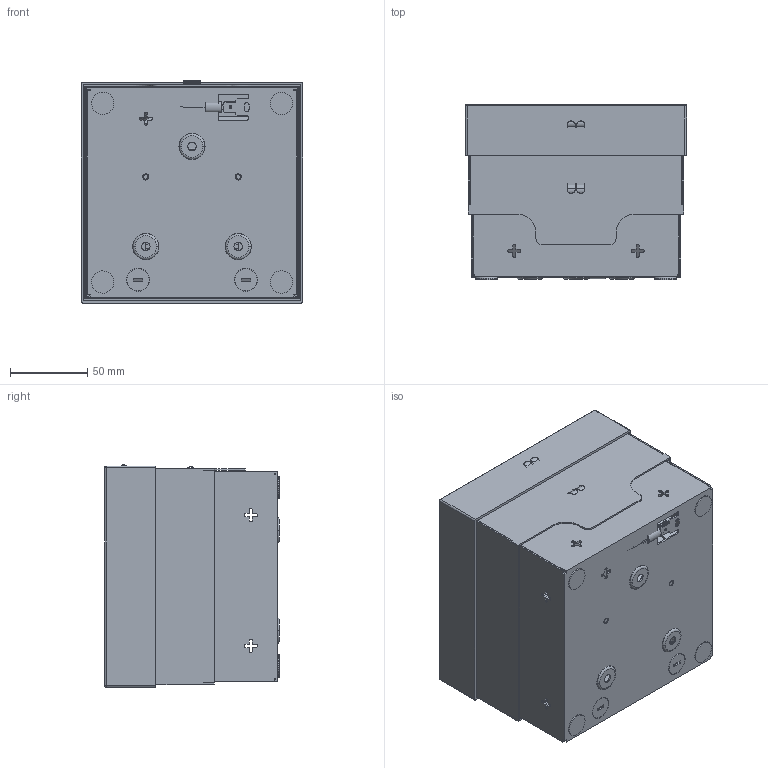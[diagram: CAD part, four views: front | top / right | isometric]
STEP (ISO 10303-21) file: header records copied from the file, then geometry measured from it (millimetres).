
FILE_DESCRIPTION (( 'STEP AP214' ), '1' );
FILE_NAME ('7368346.STEP', '2020-02-14T14:19:26', ( '' ), ( '' ), 'SwSTEP 2.0', 'SolidWorks 2018', '' );
FILE_SCHEMA (( 'AUTOMOTIVE_DESIGN' ));
Length unit declared in the file: millimetre
Products named in the file (40): 120953_Standard; 142531_Standard; 141792_Standard; 157654; 121679T1_39412614 (Messing); 133671_abgebogener Erdungsanschluss; P_39410286_2_Standard; P_4038207_1_Standard; 121679_39412614 (Messing); 121005_39412604T1 (Messing); P_39410286_3_Standard; 42389C_Einbausituation GE2; P_39410282_12_Standard; 142511_Standard; 127272_Standard; 034042_43000135; 35104466_Standard; 52058G8_Standard; 142491_39412612 (Messing); 121007_39412604 (Messing); 136471; 142551_Standard; 132892_39412624 (f〉 Griffb“el, Messing); 136932; 7368346; P_39410286_1_Standard; P_39410282_13_Standard; 134251_Standard; 099620_35mm f〉 Schnurrausl. GE2V; 42576c_Standard; 132771_Messing gebogen; 120937_abgebogener Erdungsanschluss; 132893_39412626 (Griffb“el, Messing); 032927_43000129; 35104390_Standard; 35011900_Standard; P_39411020_1_Standard; 127291; 127071; P_40949508_6_Standard
Assembly tree (56 placements, depth 4):
  7368346
    133671_abgebogener Erdungsanschluss
      120937_abgebogener Erdungsanschluss
      127071
      127291
    121007_39412604 (Messing)
      120953_Standard
      121005_39412604T1 (Messing)
      42389C_Einbausituation GE2  x4
    142551_Standard
      142491_39412612 (Messing)
      142531_Standard
      142511_Standard
      42576c_Standard  x4
      35011900_Standard  x2
      35104390_Standard  x2
      121679_39412614 (Messing)
        121679T1_39412614 (Messing)
        P_4038207_1_Standard  x2
      141792_Standard
        132892_39412624 (f〉 Griffb“el, Messing)
        132893_39412626 (Griffb“el, Messing)
        099620_35mm f〉 Schnurrausl. GE2V  x2
        132771_Messing gebogen
      P_39411020_1_Standard
      P_40949508_6_Standard
      134251_Standard
    127272_Standard
    136471
    136932
    52058G8_Standard  x4
    35104466_Standard  x4
    032927_43000129
    034042_43000135
    P_39411020_1_Standard
    P_39410282_13_Standard
      P_39410282_12_Standard
      P_39410286_3_Standard
        P_39410286_1_Standard
        P_39410286_2_Standard
    157654
Bounding box: 143.5 x 113.5 x 144.36 mm (x, y, z)
Volume: 373588.1 mm3; surface area: 523042.7 mm2
Topology: 49 solids, 49 shells, 2985 faces, 7896 edges, 5070 vertices
Faces by surface type: plane 1722, cylinder 898, bspline 134, torus 103, cone 100, sphere 28
Entity records: 89432 total; most frequent: CARTESIAN_POINT 20681, ORIENTED_EDGE 13428, DIRECTION 12918, EDGE_CURVE 6714, VECTOR 4526, LINE 4526, VERTEX_POINT 4346, AXIS2_PLACEMENT_3D 4196
